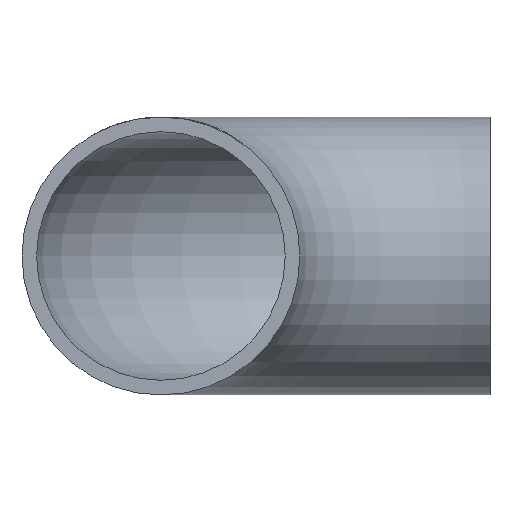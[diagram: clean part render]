
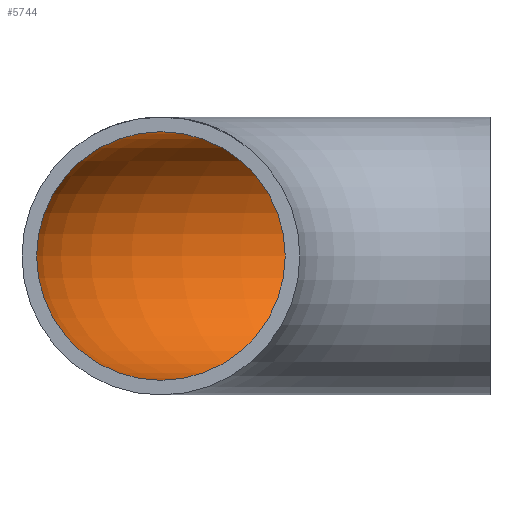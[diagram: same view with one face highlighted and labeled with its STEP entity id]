
A CAD part, front view. The second image highlights one B-rep face of the part: STEP entity #5744.
In plain terms, the highlighted toroidal (fillet/blend) face has major radius 45 mm and minor radius 17 mm.
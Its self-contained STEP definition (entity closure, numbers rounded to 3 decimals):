
#65 = VERTEX_POINT ( 'NONE', #9504 ) ;
#465 = DIRECTION ( 'NONE',  ( 0., 1., 0. ) ) ;
#759 = EDGE_LOOP ( 'NONE', ( #3309 ) ) ;
#1004 = DIRECTION ( 'NONE',  ( 0., 1., 0. ) ) ;
#1358 = TOROIDAL_SURFACE ( 'NONE', #3544, 45., 17. ) ;
#1859 = CARTESIAN_POINT ( 'NONE',  ( 0., 62., 0. ) ) ;
#2055 = CIRCLE ( 'NONE', #3916, 17. ) ;
#2290 = EDGE_CURVE ( 'NONE', #65, #65, #7696, .T. ) ;
#2907 = DIRECTION ( 'NONE',  ( 0., 0., -1. ) ) ;
#3309 = ORIENTED_EDGE ( 'NONE', *, *, #5141, .T. ) ;
#3544 = AXIS2_PLACEMENT_3D ( 'NONE', #7543, #2907, #8519 ) ;
#3907 = EDGE_LOOP ( 'NONE', ( #4139 ) ) ;
#3916 = AXIS2_PLACEMENT_3D ( 'NONE', #4889, #7958, #1004 ) ;
#4139 = ORIENTED_EDGE ( 'NONE', *, *, #2290, .F. ) ;
#4366 = AXIS2_PLACEMENT_3D ( 'NONE', #8175, #465, #8988 ) ;
#4889 = CARTESIAN_POINT ( 'NONE',  ( 0., 45., 0. ) ) ;
#5141 = EDGE_CURVE ( 'NONE', #8291, #8291, #2055, .T. ) ;
#5744 = ADVANCED_FACE ( 'NONE', ( #9327, #8959 ), #1358, .F. ) ;
#7543 = CARTESIAN_POINT ( 'NONE',  ( 0., 0., 0. ) ) ;
#7696 = CIRCLE ( 'NONE', #4366, 17. ) ;
#7958 = DIRECTION ( 'NONE',  ( 1., 0., 0. ) ) ;
#8175 = CARTESIAN_POINT ( 'NONE',  ( -45., 0., 0. ) ) ;
#8291 = VERTEX_POINT ( 'NONE', #1859 ) ;
#8519 = DIRECTION ( 'NONE',  ( -1., 0., 0. ) ) ;
#8959 = FACE_OUTER_BOUND ( 'NONE', #3907, .T. ) ;
#8988 = DIRECTION ( 'NONE',  ( 0., 0., 1. ) ) ;
#9327 = FACE_OUTER_BOUND ( 'NONE', #759, .T. ) ;
#9504 = CARTESIAN_POINT ( 'NONE',  ( -45., 0., 17. ) ) ;
